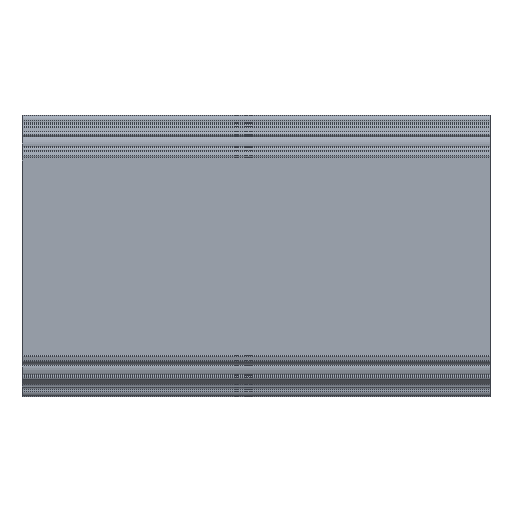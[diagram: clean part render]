
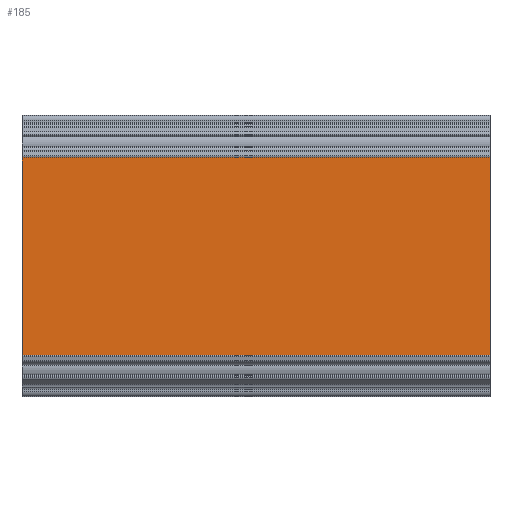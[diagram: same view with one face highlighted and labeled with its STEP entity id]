
A CAD part, top view. The second image highlights one B-rep face of the part: STEP entity #185.
In plain terms, the highlighted planar face has unit normal (0, 0, 1).
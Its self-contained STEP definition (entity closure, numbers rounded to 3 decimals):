
#185=ADVANCED_FACE('',(#404),#405,.F.);
#404=FACE_OUTER_BOUND('',#788,.T.);
#405=PLANE('',#789);
#788=EDGE_LOOP('',(#1302,#1303,#1304,#1305));
#789=AXIS2_PLACEMENT_3D('',#1306,#1307,#1308);
#1302=ORIENTED_EDGE('',*,*,#2915,.F.);
#1303=ORIENTED_EDGE('',*,*,#2916,.F.);
#1304=ORIENTED_EDGE('',*,*,#2917,.F.);
#1305=ORIENTED_EDGE('',*,*,#2913,.T.);
#1306=CARTESIAN_POINT('',(50000.0,0.,-27.9));
#1307=DIRECTION('',(0.0,0.,-1.0));
#1308=DIRECTION('',(0.0,1.0,0.));
#2913=EDGE_CURVE('',#3536,#3534,#3537,.T.);
#2915=EDGE_CURVE('',#3539,#3534,#3540,.T.);
#2916=EDGE_CURVE('',#3541,#3539,#3542,.T.);
#2917=EDGE_CURVE('',#3536,#3541,#3543,.T.);
#3534=VERTEX_POINT('',#4528);
#3536=VERTEX_POINT('',#4530);
#3537=LINE('',#4531,#4532);
#3539=VERTEX_POINT('',#4534);
#3540=LINE('',#4535,#4536);
#3541=VERTEX_POINT('',#4537);
#3542=LINE('',#4538,#4539);
#3543=LINE('',#4540,#4541);
#4528=CARTESIAN_POINT('',(-50.,23.768,-27.9));
#4530=CARTESIAN_POINT('',(50.,23.768,-27.9));
#4531=CARTESIAN_POINT('',(50000.0,23.768,-27.9));
#4532=VECTOR('',#5809,1.0);
#4534=CARTESIAN_POINT('',(-50.,-23.768,-27.9));
#4535=CARTESIAN_POINT('',(-50.,0.,-27.9));
#4536=VECTOR('',#5813,1.0);
#4537=CARTESIAN_POINT('',(50.,-23.768,-27.9));
#4538=CARTESIAN_POINT('',(50000.0,-23.768,-27.9));
#4539=VECTOR('',#5814,1.0);
#4540=CARTESIAN_POINT('',(50.,0.,-27.9));
#4541=VECTOR('',#5815,1.0);
#5809=DIRECTION('',(-1.0,0.0,0.0));
#5813=DIRECTION('',(0.0,1.0,0.));
#5814=DIRECTION('',(-1.0,0.0,0.0));
#5815=DIRECTION('',(0.0,-1.0,0.));
